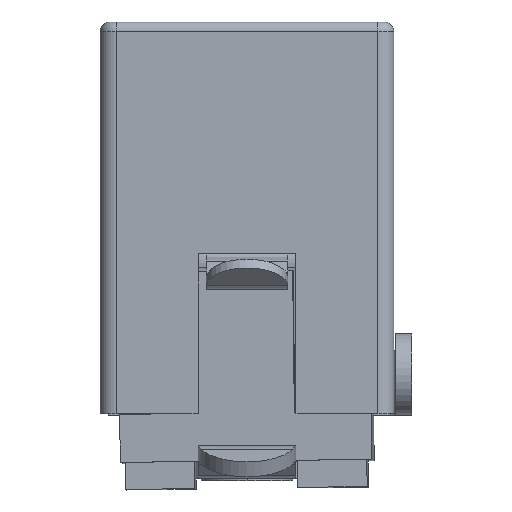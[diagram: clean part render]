
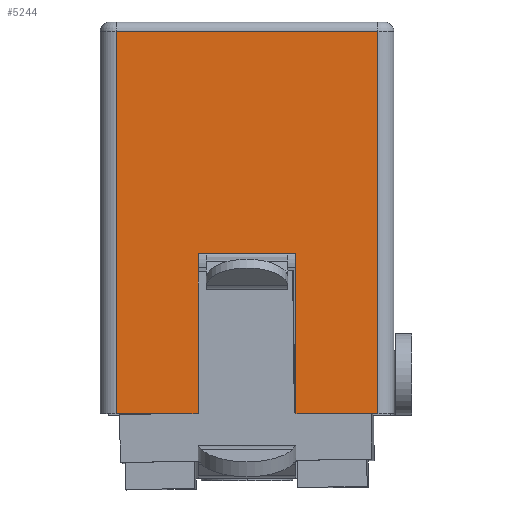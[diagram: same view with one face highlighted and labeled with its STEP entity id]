
A CAD part, front view. The second image highlights one B-rep face of the part: STEP entity #5244.
In plain terms, the highlighted planar face has unit normal (0, -1, 0).
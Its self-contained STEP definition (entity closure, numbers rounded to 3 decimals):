
#117 = CARTESIAN_POINT ( 'NONE',  ( -4., 0., -7.1 ) ) ;
#414 = DIRECTION ( 'NONE',  ( -1., 0., 0. ) ) ;
#490 = CARTESIAN_POINT ( 'NONE',  ( -4., 0., -0.3 ) ) ;
#543 = DIRECTION ( 'NONE',  ( 0., 0., -1. ) ) ;
#587 = VERTEX_POINT ( 'NONE', #7565 ) ;
#588 = LINE ( 'NONE', #117, #3517 ) ;
#816 = CARTESIAN_POINT ( 'NONE',  ( -1.5, 0., -12. ) ) ;
#883 = VERTEX_POINT ( 'NONE', #1149 ) ;
#949 = EDGE_LOOP ( 'NONE', ( #4722, #3097, #4098, #4181, #4294, #4356, #4481, #4566 ) ) ;
#1081 = DIRECTION ( 'NONE',  ( 0., -1., 0. ) ) ;
#1149 = CARTESIAN_POINT ( 'NONE',  ( -4., 0., -12. ) ) ;
#1485 = DIRECTION ( 'NONE',  ( -1., 0., 0. ) ) ;
#1523 = VERTEX_POINT ( 'NONE', #2248 ) ;
#1529 = LINE ( 'NONE', #4438, #2989 ) ;
#1600 = CARTESIAN_POINT ( 'NONE',  ( 4., 0., -12. ) ) ;
#1865 = EDGE_CURVE ( 'NONE', #7484, #6247, #1529, .T. ) ;
#2248 = CARTESIAN_POINT ( 'NONE',  ( -4., 0., -0.3 ) ) ;
#2615 = EDGE_CURVE ( 'NONE', #5782, #587, #4690, .T. ) ;
#2621 = CARTESIAN_POINT ( 'NONE',  ( 1.5, 0., -7.1 ) ) ;
#2706 = CARTESIAN_POINT ( 'NONE',  ( -4., 0., -12. ) ) ;
#2929 = PLANE ( 'NONE',  #7710 ) ;
#2989 = VECTOR ( 'NONE', #6158, 1000. ) ;
#3097 = ORIENTED_EDGE ( 'NONE', *, *, #5658, .F. ) ;
#3099 = FACE_OUTER_BOUND ( 'NONE', #949, .T. ) ;
#3152 = CARTESIAN_POINT ( 'NONE',  ( 4.5, 0., -12. ) ) ;
#3452 = CARTESIAN_POINT ( 'NONE',  ( -1.5, 0., -12. ) ) ;
#3469 = EDGE_CURVE ( 'NONE', #7484, #1523, #6239, .T. ) ;
#3517 = VECTOR ( 'NONE', #4418, 1000. ) ;
#3667 = LINE ( 'NONE', #2706, #5038 ) ;
#4098 = ORIENTED_EDGE ( 'NONE', *, *, #2615, .T. ) ;
#4181 = ORIENTED_EDGE ( 'NONE', *, *, #6986, .T. ) ;
#4294 = ORIENTED_EDGE ( 'NONE', *, *, #7570, .T. ) ;
#4356 = ORIENTED_EDGE ( 'NONE', *, *, #5402, .F. ) ;
#4401 = VECTOR ( 'NONE', #1485, 1000. ) ;
#4418 = DIRECTION ( 'NONE',  ( 1., 0., 0. ) ) ;
#4438 = CARTESIAN_POINT ( 'NONE',  ( 4., 0., -12. ) ) ;
#4449 = VECTOR ( 'NONE', #5484, 1000. ) ;
#4481 = ORIENTED_EDGE ( 'NONE', *, *, #1865, .F. ) ;
#4566 = ORIENTED_EDGE ( 'NONE', *, *, #3469, .T. ) ;
#4688 = LINE ( 'NONE', #816, #4401 ) ;
#4690 = LINE ( 'NONE', #6694, #6960 ) ;
#4703 = VERTEX_POINT ( 'NONE', #7174 ) ;
#4722 = ORIENTED_EDGE ( 'NONE', *, *, #7444, .F. ) ;
#4805 = CARTESIAN_POINT ( 'NONE',  ( 1.5, 0., -0.3 ) ) ;
#5038 = VECTOR ( 'NONE', #7413, 1000. ) ;
#5158 = CARTESIAN_POINT ( 'NONE',  ( 4., 0., -0.3 ) ) ;
#5244 = ADVANCED_FACE ( 'NONE', ( #3099 ), #2929, .T. ) ;
#5334 = DIRECTION ( 'NONE',  ( 0., 0., -1. ) ) ;
#5402 = EDGE_CURVE ( 'NONE', #6247, #4703, #5457, .T. ) ;
#5457 = LINE ( 'NONE', #3152, #4449 ) ;
#5484 = DIRECTION ( 'NONE',  ( -1., 0., 0. ) ) ;
#5530 = VERTEX_POINT ( 'NONE', #2621 ) ;
#5562 = DIRECTION ( 'NONE',  ( 0., 0., 1. ) ) ;
#5658 = EDGE_CURVE ( 'NONE', #5782, #883, #4688, .T. ) ;
#5782 = VERTEX_POINT ( 'NONE', #3452 ) ;
#5876 = LINE ( 'NONE', #4805, #7370 ) ;
#5892 = CARTESIAN_POINT ( 'NONE',  ( -4., 0., -0.3 ) ) ;
#6158 = DIRECTION ( 'NONE',  ( 0., 0., -1. ) ) ;
#6239 = LINE ( 'NONE', #490, #7122 ) ;
#6247 = VERTEX_POINT ( 'NONE', #1600 ) ;
#6694 = CARTESIAN_POINT ( 'NONE',  ( -1.5, 0., -0.3 ) ) ;
#6960 = VECTOR ( 'NONE', #5562, 1000. ) ;
#6986 = EDGE_CURVE ( 'NONE', #587, #5530, #588, .T. ) ;
#7122 = VECTOR ( 'NONE', #414, 1000. ) ;
#7174 = CARTESIAN_POINT ( 'NONE',  ( 1.5, 0., -12. ) ) ;
#7370 = VECTOR ( 'NONE', #543, 1000. ) ;
#7413 = DIRECTION ( 'NONE',  ( 0., 0., 1. ) ) ;
#7444 = EDGE_CURVE ( 'NONE', #883, #1523, #3667, .T. ) ;
#7484 = VERTEX_POINT ( 'NONE', #5158 ) ;
#7565 = CARTESIAN_POINT ( 'NONE',  ( -1.5, 0., -7.1 ) ) ;
#7570 = EDGE_CURVE ( 'NONE', #5530, #4703, #5876, .T. ) ;
#7710 = AXIS2_PLACEMENT_3D ( 'NONE', #5892, #1081, #5334 ) ;
